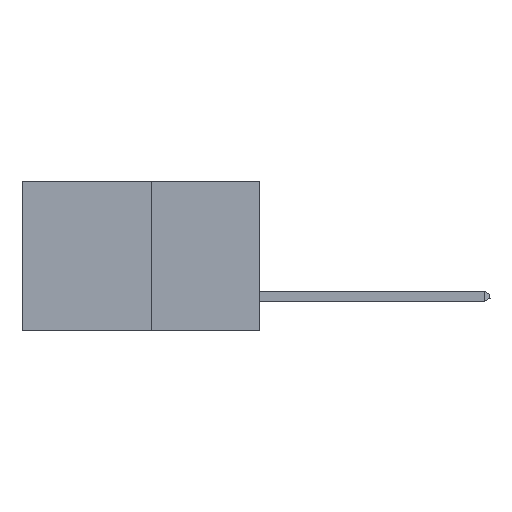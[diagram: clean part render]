
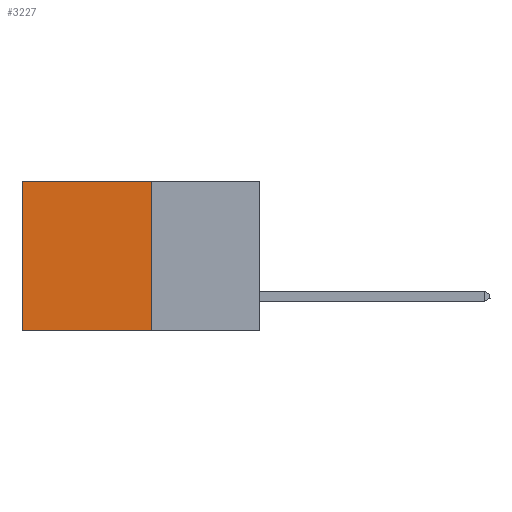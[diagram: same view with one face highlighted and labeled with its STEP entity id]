
A CAD part, left-side view. The second image highlights one B-rep face of the part: STEP entity #3227.
In plain terms, the highlighted planar face has unit normal (-1, 0, 0).
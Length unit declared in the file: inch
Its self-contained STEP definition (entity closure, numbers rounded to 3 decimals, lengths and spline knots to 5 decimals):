
#530 = LINE ( 'NONE', #6184, #9478 ) ;
#541 = LINE ( 'NONE', #15655, #9874 ) ;
#1713 = VERTEX_POINT ( 'NONE', #1978 ) ;
#1797 = CARTESIAN_POINT ( 'NONE',  ( 0.277, 0.27, 0. ) ) ;
#1885 = CARTESIAN_POINT ( 'NONE',  ( 0.277, 0.59, -0.37 ) ) ;
#1956 = DIRECTION ( 'NONE',  ( 0., 0., -1. ) ) ;
#1978 = CARTESIAN_POINT ( 'NONE',  ( 0.277, 0.59, -0.37 ) ) ;
#2822 = VECTOR ( 'NONE', #1956, 39.37008 ) ;
#3227 = ADVANCED_FACE ( 'NONE', ( #8512 ), #8925, .F. ) ;
#4072 = EDGE_CURVE ( 'NONE', #8266, #1713, #12121, .T. ) ;
#5364 = ORIENTED_EDGE ( 'NONE', *, *, #11600, .F. ) ;
#5721 = CARTESIAN_POINT ( 'NONE',  ( 0.277, 0.27, -0.37 ) ) ;
#6089 = DIRECTION ( 'NONE',  ( 0., 0., -1. ) ) ;
#6184 = CARTESIAN_POINT ( 'NONE',  ( 0.277, 0.27, -0.37 ) ) ;
#6627 = CARTESIAN_POINT ( 'NONE',  ( 0.277, 0.27, 0. ) ) ;
#7795 = ORIENTED_EDGE ( 'NONE', *, *, #11821, .T. ) ;
#8131 = ORIENTED_EDGE ( 'NONE', *, *, #4072, .T. ) ;
#8266 = VERTEX_POINT ( 'NONE', #14714 ) ;
#8512 = FACE_OUTER_BOUND ( 'NONE', #13883, .T. ) ;
#8775 = DIRECTION ( 'NONE',  ( 0., 0., -1. ) ) ;
#8798 = DIRECTION ( 'NONE',  ( 1., 0., 0. ) ) ;
#8853 = CARTESIAN_POINT ( 'NONE',  ( 0.277, 0.27, -0.37 ) ) ;
#8925 = PLANE ( 'NONE',  #14177 ) ;
#9478 = VECTOR ( 'NONE', #9871, 39.37008 ) ;
#9661 = LINE ( 'NONE', #6627, #12932 ) ;
#9871 = DIRECTION ( 'NONE',  ( 0., 1., 0. ) ) ;
#9874 = VECTOR ( 'NONE', #6089, 39.37008 ) ;
#10260 = VERTEX_POINT ( 'NONE', #5721 ) ;
#10450 = EDGE_CURVE ( 'NONE', #11850, #10260, #541, .T. ) ;
#11600 = EDGE_CURVE ( 'NONE', #10260, #1713, #530, .T. ) ;
#11821 = EDGE_CURVE ( 'NONE', #11850, #8266, #9661, .T. ) ;
#11850 = VERTEX_POINT ( 'NONE', #1797 ) ;
#12121 = LINE ( 'NONE', #1885, #2822 ) ;
#12932 = VECTOR ( 'NONE', #13892, 39.37008 ) ;
#13883 = EDGE_LOOP ( 'NONE', ( #8131, #5364, #14867, #7795 ) ) ;
#13892 = DIRECTION ( 'NONE',  ( 0., 1., 0. ) ) ;
#14177 = AXIS2_PLACEMENT_3D ( 'NONE', #8853, #8798, #8775 ) ;
#14714 = CARTESIAN_POINT ( 'NONE',  ( 0.277, 0.59, 0. ) ) ;
#14867 = ORIENTED_EDGE ( 'NONE', *, *, #10450, .F. ) ;
#15655 = CARTESIAN_POINT ( 'NONE',  ( 0.277, 0.27, -0.37 ) ) ;
